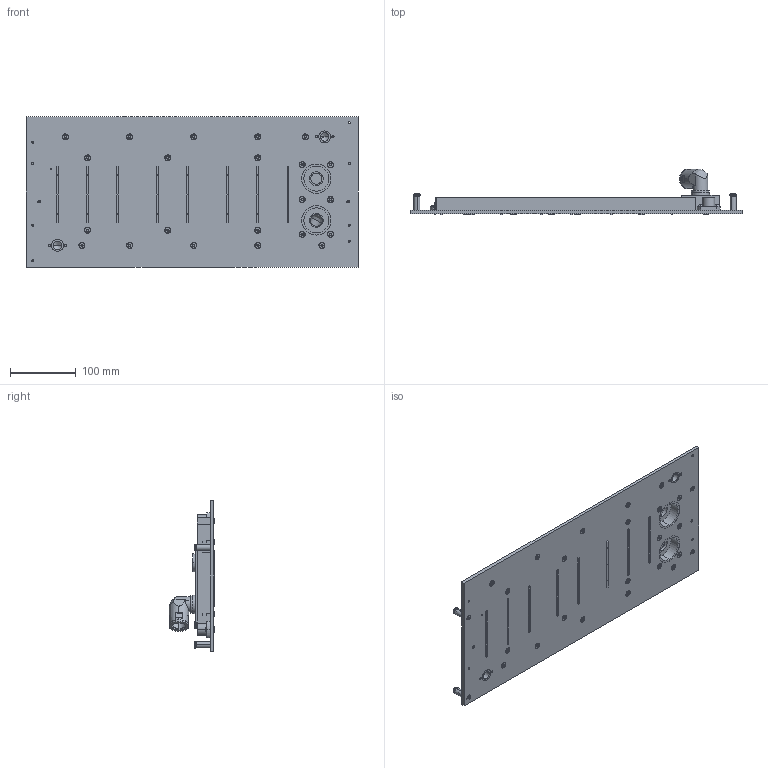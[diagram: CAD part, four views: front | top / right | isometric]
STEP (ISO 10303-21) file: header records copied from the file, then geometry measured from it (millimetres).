
FILE_DESCRIPTION (( 'STEP AP214' ), '1' );
FILE_NAME ('INGUN_14560.STEP', '2023-02-02T13:11:30', ( '' ), ( '' ), 'SwSTEP 2.0', 'SolidWorks 2021', '' );
FILE_SCHEMA (( 'AUTOMOTIVE_DESIGN' ));
Length unit declared in the file: millimetre
Products named in the file (21): 3609~1_S; 10143~0; 14688~0; 23691~0; DIN7991~n_M04,0x010; DIN7991~n_M04,0x012; 23453~0_Ansaugflansch gedreht<Standard>; 11683~0; DIN7~n_01,0m6x006; KT-Master__ADA~kt_KT-158; 19420~3; 14102~2; 14689~1; ISO7380~n_M04,0x010; 13880~4; 14749~0; 23082~2; INGUN_14560; DIN7~n_04,0m6x004; 11657~0; 14561~5_KUNDE<Standard>
Assembly tree (102 placements, depth 3):
  INGUN_14560
    14561~5_KUNDE<Standard>
    14689~1  x2
    14688~0  x2
    KT-Master__ADA~kt_KT-158
    14102~2  x8
    23082~2  x3
    23453~0_Ansaugflansch gedreht<Standard>
      13880~4
      11657~0
      11683~0
      19420~3
      23691~0  x2
      DIN7991~n_M04,0x010  x6
    3609~1_S  x18
    14749~0  x4
    10143~0  x4
    DIN7~n_01,0m6x006  x24
    DIN7~n_04,0m6x004  x2
    ISO7380~n_M04,0x010  x4
    DIN7991~n_M04,0x012  x16
Bounding box: 505 x 69.19 x 228.6 mm (x, y, z)
Volume: 947481.1 mm3; surface area: 387920.1 mm2
Topology: 102 solids, 102 shells, 2063 faces, 4778 edges, 2998 vertices
Faces by surface type: cylinder 1059, plane 432, cone 306, bspline 130, sphere 104, torus 32
Entity records: 23163 total; most frequent: CARTESIAN_POINT 6164, DIRECTION 3403, ORIENTED_EDGE 2950, EDGE_CURVE 1475, AXIS2_PLACEMENT_3D 1387, VERTEX_POINT 939, EDGE_LOOP 774, CIRCLE 712
